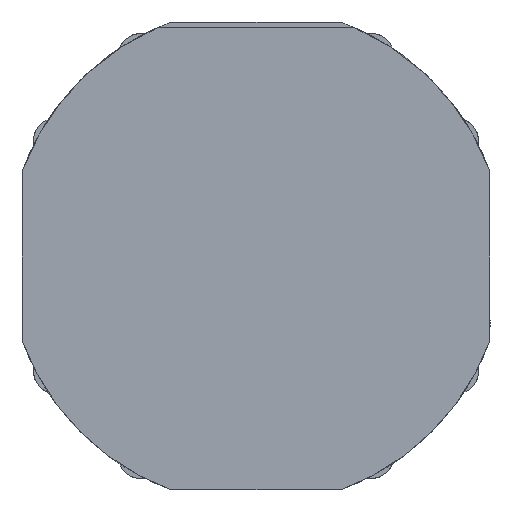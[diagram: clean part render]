
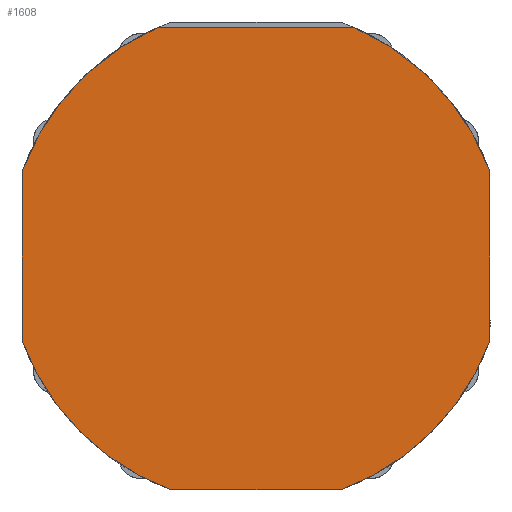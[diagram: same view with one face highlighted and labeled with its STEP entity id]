
A CAD part, front view. The second image highlights one B-rep face of the part: STEP entity #1608.
In plain terms, the highlighted planar face has unit normal (0, -1, 0).
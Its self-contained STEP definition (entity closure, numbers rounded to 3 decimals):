
#178 = DIRECTION ( 'NONE',  ( 0., 0., 1. ) ) ;
#262 = DIRECTION ( 'NONE',  ( 1., 0., 0. ) ) ;
#526 = CIRCLE ( 'NONE', #7786, 42.5 ) ;
#573 = CARTESIAN_POINT ( 'NONE',  ( -14.361, 0., -40. ) ) ;
#817 = CARTESIAN_POINT ( 'NONE',  ( 40., 0., -14.361 ) ) ;
#1241 = EDGE_CURVE ( 'NONE', #8253, #2018, #3185, .T. ) ;
#1608 = ADVANCED_FACE ( 'NONE', ( #12559 ), #4434, .F. ) ;
#1683 = ORIENTED_EDGE ( 'NONE', *, *, #4451, .F. ) ;
#2018 = VERTEX_POINT ( 'NONE', #8507 ) ;
#2485 = VERTEX_POINT ( 'NONE', #5881 ) ;
#2910 = CARTESIAN_POINT ( 'NONE',  ( 0., 0., 0. ) ) ;
#2938 = LINE ( 'NONE', #10100, #13302 ) ;
#3083 = CARTESIAN_POINT ( 'NONE',  ( 0., 0., 0. ) ) ;
#3094 = DIRECTION ( 'NONE',  ( 0., 0., 1. ) ) ;
#3097 = LINE ( 'NONE', #13202, #8368 ) ;
#3185 = CIRCLE ( 'NONE', #7230, 42.5 ) ;
#3341 = EDGE_CURVE ( 'NONE', #2485, #7078, #526, .T. ) ;
#3918 = EDGE_CURVE ( 'NONE', #11673, #11207, #2938, .T. ) ;
#4083 = DIRECTION ( 'NONE',  ( 0., 0., 1. ) ) ;
#4351 = CARTESIAN_POINT ( 'NONE',  ( 0., 0., 0. ) ) ;
#4381 = CARTESIAN_POINT ( 'NONE',  ( -40., 0., 14.361 ) ) ;
#4397 = AXIS2_PLACEMENT_3D ( 'NONE', #4351, #5403, #178 ) ;
#4434 = PLANE ( 'NONE',  #4397 ) ;
#4451 = EDGE_CURVE ( 'NONE', #6968, #8253, #3097, .T. ) ;
#4754 = DIRECTION ( 'NONE',  ( -1., 0., 0. ) ) ;
#4945 = VERTEX_POINT ( 'NONE', #11263 ) ;
#4956 = DIRECTION ( 'NONE',  ( 0., 0., -1. ) ) ;
#5017 = EDGE_CURVE ( 'NONE', #7078, #4945, #6359, .T. ) ;
#5403 = DIRECTION ( 'NONE',  ( 0., 1., 0. ) ) ;
#5543 = DIRECTION ( 'NONE',  ( 0., 1., 0. ) ) ;
#5831 = DIRECTION ( 'NONE',  ( 0., 0., 1. ) ) ;
#5881 = CARTESIAN_POINT ( 'NONE',  ( 16.889, 0., 39. ) ) ;
#6007 = DIRECTION ( 'NONE',  ( 0., 1., 0. ) ) ;
#6359 = LINE ( 'NONE', #817, #13113 ) ;
#6476 = EDGE_CURVE ( 'NONE', #11207, #6968, #6499, .T. ) ;
#6499 = CIRCLE ( 'NONE', #8254, 42.5 ) ;
#6762 = DIRECTION ( 'NONE',  ( 0., 0., 1. ) ) ;
#6875 = LINE ( 'NONE', #9773, #7368 ) ;
#6916 = DIRECTION ( 'NONE',  ( 0., 1., 0. ) ) ;
#6968 = VERTEX_POINT ( 'NONE', #12035 ) ;
#7078 = VERTEX_POINT ( 'NONE', #9911 ) ;
#7230 = AXIS2_PLACEMENT_3D ( 'NONE', #2910, #6007, #4083 ) ;
#7368 = VECTOR ( 'NONE', #262, 1000. ) ;
#7454 = AXIS2_PLACEMENT_3D ( 'NONE', #10713, #5543, #9620 ) ;
#7562 = EDGE_CURVE ( 'NONE', #4945, #11673, #10178, .T. ) ;
#7786 = AXIS2_PLACEMENT_3D ( 'NONE', #3083, #6916, #3094 ) ;
#8097 = ORIENTED_EDGE ( 'NONE', *, *, #1241, .F. ) ;
#8163 = DIRECTION ( 'NONE',  ( 0., 1., 0. ) ) ;
#8253 = VERTEX_POINT ( 'NONE', #4381 ) ;
#8254 = AXIS2_PLACEMENT_3D ( 'NONE', #12140, #8163, #5831 ) ;
#8271 = ORIENTED_EDGE ( 'NONE', *, *, #10362, .F. ) ;
#8368 = VECTOR ( 'NONE', #6762, 1000. ) ;
#8507 = CARTESIAN_POINT ( 'NONE',  ( -16.889, 0., 39. ) ) ;
#9620 = DIRECTION ( 'NONE',  ( 0., 0., 1. ) ) ;
#9773 = CARTESIAN_POINT ( 'NONE',  ( 0., 0., 39. ) ) ;
#9904 = ORIENTED_EDGE ( 'NONE', *, *, #5017, .F. ) ;
#9911 = CARTESIAN_POINT ( 'NONE',  ( 40., 0., 14.361 ) ) ;
#10100 = CARTESIAN_POINT ( 'NONE',  ( -14.361, 0., -40. ) ) ;
#10178 = CIRCLE ( 'NONE', #7454, 42.5 ) ;
#10362 = EDGE_CURVE ( 'NONE', #2018, #2485, #6875, .T. ) ;
#10532 = EDGE_LOOP ( 'NONE', ( #8271, #8097, #1683, #10611, #12737, #11192, #9904, #11832 ) ) ;
#10611 = ORIENTED_EDGE ( 'NONE', *, *, #6476, .F. ) ;
#10713 = CARTESIAN_POINT ( 'NONE',  ( 0., 0., 0. ) ) ;
#11192 = ORIENTED_EDGE ( 'NONE', *, *, #7562, .F. ) ;
#11207 = VERTEX_POINT ( 'NONE', #573 ) ;
#11254 = CARTESIAN_POINT ( 'NONE',  ( 14.361, 0., -40. ) ) ;
#11263 = CARTESIAN_POINT ( 'NONE',  ( 40., 0., -14.361 ) ) ;
#11673 = VERTEX_POINT ( 'NONE', #11254 ) ;
#11832 = ORIENTED_EDGE ( 'NONE', *, *, #3341, .F. ) ;
#12035 = CARTESIAN_POINT ( 'NONE',  ( -40., 0., -14.361 ) ) ;
#12140 = CARTESIAN_POINT ( 'NONE',  ( 0., 0., 0. ) ) ;
#12559 = FACE_OUTER_BOUND ( 'NONE', #10532, .T. ) ;
#12737 = ORIENTED_EDGE ( 'NONE', *, *, #3918, .F. ) ;
#13113 = VECTOR ( 'NONE', #4956, 1000. ) ;
#13202 = CARTESIAN_POINT ( 'NONE',  ( -40., 0., -14.361 ) ) ;
#13302 = VECTOR ( 'NONE', #4754, 1000. ) ;
